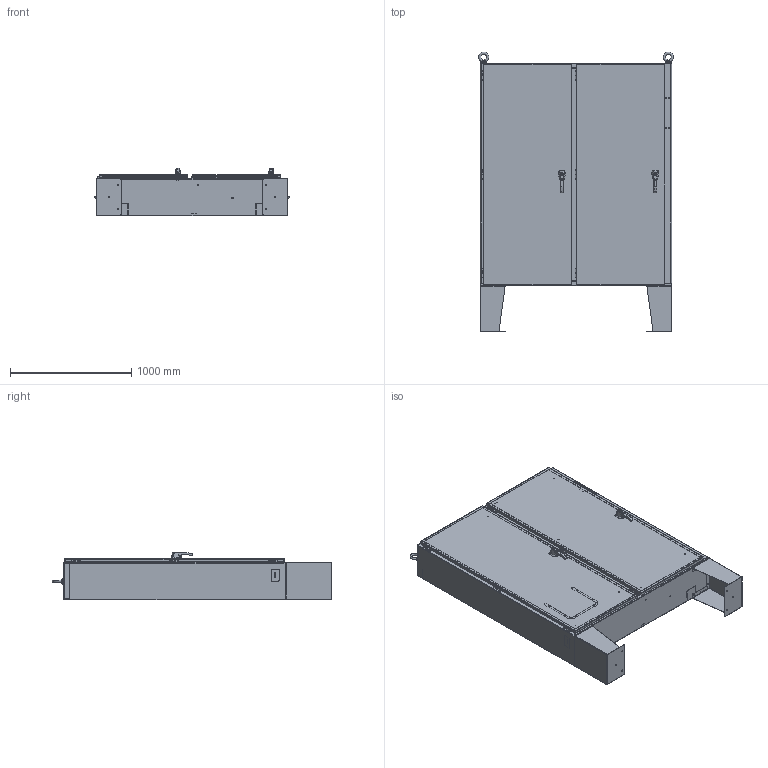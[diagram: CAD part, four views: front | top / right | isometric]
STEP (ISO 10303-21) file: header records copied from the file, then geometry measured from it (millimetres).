
FILE_DESCRIPTION (( 'STEP AP214' ), '1' );
FILE_NAME ('2UD726212FFTC.STEP', '2019-07-18T19:53:35', ( '' ), ( '' ), 'SwSTEP 2.0', 'SolidWorks 2018', '' );
FILE_SCHEMA (( 'AUTOMOTIVE_DESIGN' ));
Length unit declared in the file: inch
Products named in the file (1): 2UD726212FFTC
Bounding box: 1603.2 x 2306.29 x 392.82 mm (x, y, z)
Volume: 65361620.9 mm3; surface area: 26784877 mm2
Topology: 214 solids, 215 shells, 3338 faces, 7909 edges, 5084 vertices
Faces by surface type: plane 1892, cylinder 958, bspline 338, cone 139, torus 11
Full cylindrical faces by diameter (mm): 3.68 x4, 3.81 x4, 4.249 x2, 4.394 x2, 4.75 x5, 4.775 x4, 4.928 x1, 4.976 x10, 4.978 x3, 5.08 x2, 5.105 x6, 5.842 x2, 5.893 x2, 5.918 x2, 6.248 x8, 6.35 x49, 6.477 x5, 6.528 x10, 6.731 x2, 6.756 x3, 7.112 x10, 7.137 x19, 7.163 x4, 7.366 x2, 7.442 x6, 7.805 x11, 7.937 x6, 7.95 x16, 8.128 x2, 8.255 x2
Entity records: 162111 total; most frequent: CARTESIAN_POINT 43816, ORIENTED_EDGE 14540, DIRECTION 14186, EDGE_CURVE 7270, VERTEX_POINT 5046, AXIS2_PLACEMENT_3D 5026, EDGE_LOOP 4432, LINE 4134
